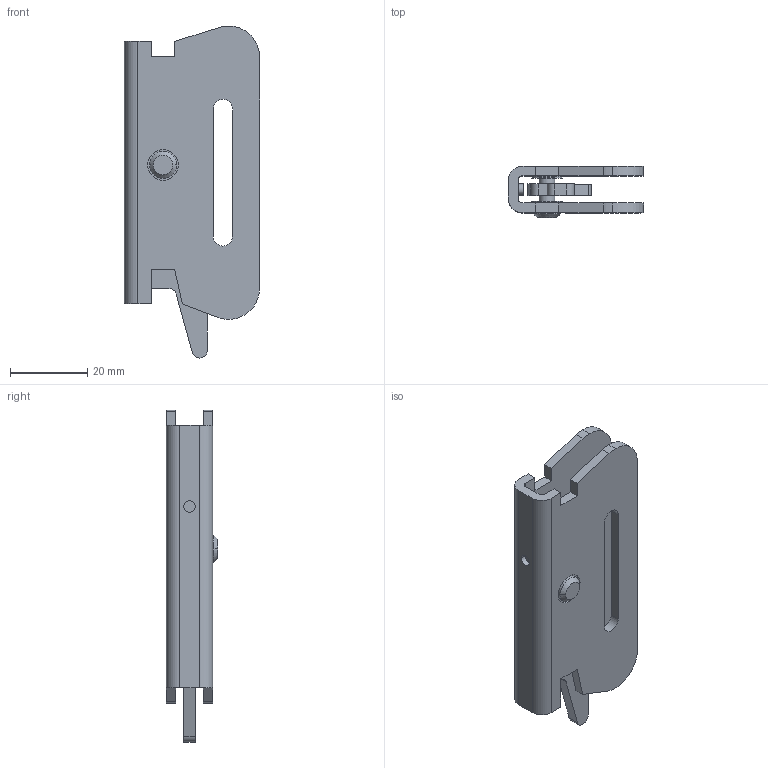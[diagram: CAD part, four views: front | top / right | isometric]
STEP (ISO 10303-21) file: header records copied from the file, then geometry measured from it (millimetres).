
FILE_DESCRIPTION (( 'STEP AP203' ), '1' );
FILE_NAME ('C-1994-H-3.STEP', '2015-08-05T05:17:48', ( '' ), ( '' ), 'SwSTEP 2.0', 'SolidWorks 2012', '' );
FILE_SCHEMA (( 'CONFIG_CONTROL_DESIGN' ));
Length unit declared in the file: millimetre
Products named in the file (4): C-1994-H-3; C-1994-Hレバー_; C-1994-H本体__C-1994-H-3; C-1994-H_ピン
Assembly tree (3 placements, depth 2):
  C-1994-H-3
    C-1994-H_ピン
    C-1994-H本体__C-1994-H-3
    C-1994-Hレバー_
Bounding box: 35 x 13.3 x 86 mm (x, y, z)
Volume: 13629.5 mm3; surface area: 12743 mm2
Topology: 3 solids, 3 shells, 110 faces, 280 edges, 186 vertices
Faces by surface type: plane 55, cylinder 53, cone 2
Entity records: 3790 total; most frequent: DIRECTION 620, CARTESIAN_POINT 582, ORIENTED_EDGE 560, EDGE_CURVE 280, AXIS2_PLACEMENT_3D 224, VERTEX_POINT 186, VECTOR 172, LINE 172
